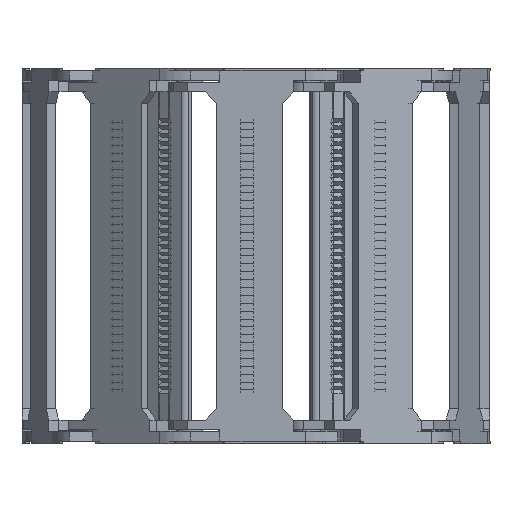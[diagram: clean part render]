
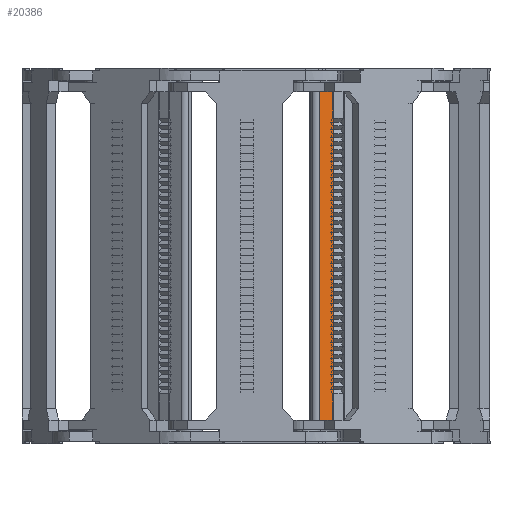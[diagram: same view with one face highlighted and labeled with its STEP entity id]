
A CAD part, left-side view. The second image highlights one B-rep face of the part: STEP entity #20386.
In plain terms, the highlighted planar face has unit normal (-0.823, -0.568, 0).
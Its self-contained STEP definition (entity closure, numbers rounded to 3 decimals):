
#1679 = FACE_OUTER_BOUND ( 'NONE', #199762, .T. ) ;
#1942 = CARTESIAN_POINT ( 'NONE',  ( -50.809, 46.771, -62.5 ) ) ;
#2790 = EDGE_CURVE ( 'NONE', #10979, #94612, #80118, .T. ) ;
#6628 = DIRECTION ( 'NONE',  ( -0.568, 0.823, 0. ) ) ;
#10841 = ORIENTED_EDGE ( 'NONE', *, *, #38646, .T. ) ;
#10979 = VERTEX_POINT ( 'NONE', #196658 ) ;
#12571 = DIRECTION ( 'NONE',  ( 0., 0., 1. ) ) ;
#19895 = LINE ( 'NONE', #114311, #30054 ) ;
#20386 = ADVANCED_FACE ( 'NONE', ( #1679 ), #63636, .T. ) ;
#25547 = CARTESIAN_POINT ( 'NONE',  ( -50.809, 46.771, 62.5 ) ) ;
#27659 = LINE ( 'NONE', #73367, #120776 ) ;
#27796 = CARTESIAN_POINT ( 'NONE',  ( -47.172, 41.505, -31.25 ) ) ;
#30054 = VECTOR ( 'NONE', #6628, 1000. ) ;
#32404 = DIRECTION ( 'NONE',  ( 0., 0., 1. ) ) ;
#33167 = DIRECTION ( 'NONE',  ( -0.823, -0.568, 0. ) ) ;
#38646 = EDGE_CURVE ( 'NONE', #185827, #133789, #58277, .T. ) ;
#41823 = CARTESIAN_POINT ( 'NONE',  ( -47.172, 41.505, 62.5 ) ) ;
#55814 = ORIENTED_EDGE ( 'NONE', *, *, #175289, .T. ) ;
#58277 = LINE ( 'NONE', #27796, #144489 ) ;
#59329 = CARTESIAN_POINT ( 'NONE',  ( -47.172, 41.505, -62.5 ) ) ;
#63636 = PLANE ( 'NONE',  #106156 ) ;
#64132 = EDGE_CURVE ( 'NONE', #185827, #10979, #19895, .T. ) ;
#73367 = CARTESIAN_POINT ( 'NONE',  ( -50.809, 46.771, 62.5 ) ) ;
#80118 = LINE ( 'NONE', #1942, #161377 ) ;
#91615 = DIRECTION ( 'NONE',  ( -0.568, 0.823, 0. ) ) ;
#94612 = VERTEX_POINT ( 'NONE', #25547 ) ;
#96251 = ORIENTED_EDGE ( 'NONE', *, *, #2790, .F. ) ;
#106156 = AXIS2_PLACEMENT_3D ( 'NONE', #172270, #33167, #140808 ) ;
#114311 = CARTESIAN_POINT ( 'NONE',  ( -52.712, 49.528, -62.5 ) ) ;
#120776 = VECTOR ( 'NONE', #91615, 1000. ) ;
#133789 = VERTEX_POINT ( 'NONE', #41823 ) ;
#140808 = DIRECTION ( 'NONE',  ( 0., 0., -1. ) ) ;
#144489 = VECTOR ( 'NONE', #12571, 1000. ) ;
#161377 = VECTOR ( 'NONE', #32404, 1000. ) ;
#171052 = ORIENTED_EDGE ( 'NONE', *, *, #64132, .F. ) ;
#172270 = CARTESIAN_POINT ( 'NONE',  ( -46.888, 41.093, -62.5 ) ) ;
#175289 = EDGE_CURVE ( 'NONE', #133789, #94612, #27659, .T. ) ;
#185827 = VERTEX_POINT ( 'NONE', #59329 ) ;
#196658 = CARTESIAN_POINT ( 'NONE',  ( -50.809, 46.771, -62.5 ) ) ;
#199762 = EDGE_LOOP ( 'NONE', ( #10841, #55814, #96251, #171052 ) ) ;
